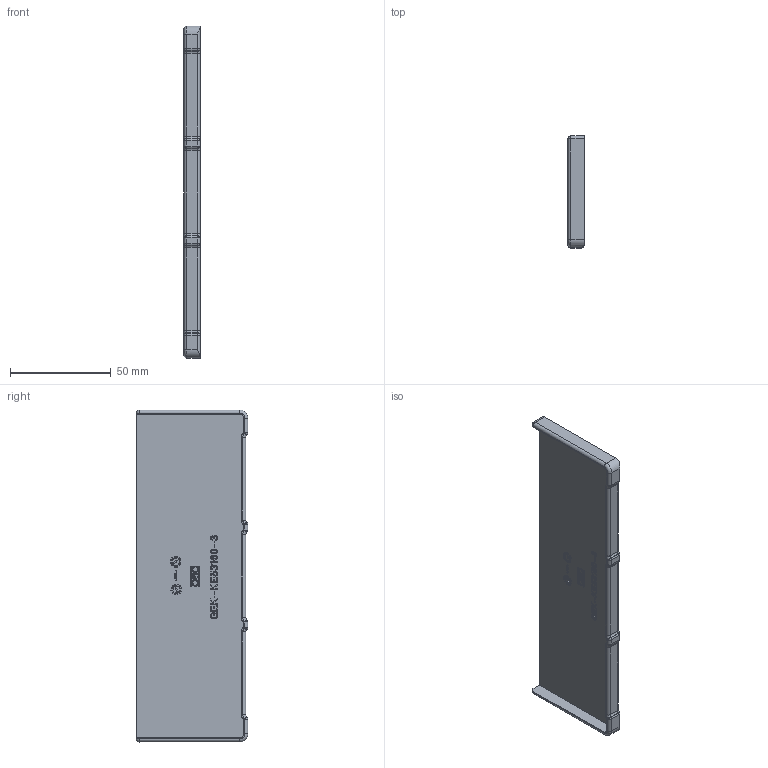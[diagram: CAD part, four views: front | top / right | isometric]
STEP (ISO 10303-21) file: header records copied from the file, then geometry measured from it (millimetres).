
FILE_DESCRIPTION(('CoCreate Modeling STEP Export'),'2;1');
FILE_NAME('6116403.stp','2016-10-07T15:04:04',(''),(''),'CoCreate Modeling STEP processor for AP214 (Solid Model)','CoCreate Modeling 16.00B 02-Dec-2008 (C) Parametric Technology GmbH','');
FILE_SCHEMA(('AUTOMOTIVE_DESIGN { 1 0 10303 214 1 1 1 1 }'));
Products named in the file (2): Endstueck_rechts_2; Endstueck.1
Assembly tree (1 placements, depth 2):
  Endstueck.1
    Endstueck_rechts_2
Bounding box: 8 x 55.4 x 164.8 mm (x, y, z)
Volume: 21047.3 mm3; surface area: 21969.9 mm2
Topology: 1 solids, 1 shells, 2052 faces, 5875 edges, 3884 vertices
Faces by surface type: plane 1944, cylinder 72, sphere 14, torus 14, extrusion 8
Entity records: 65753 total; most frequent: CARTESIAN_POINT 12282, ORIENTED_EDGE 11722, DIRECTION 9975, EDGE_CURVE 5861, VECTOR 5685, LINE 5681, VERTEX_POINT 3884, AXIS2_PLACEMENT_3D 2145
